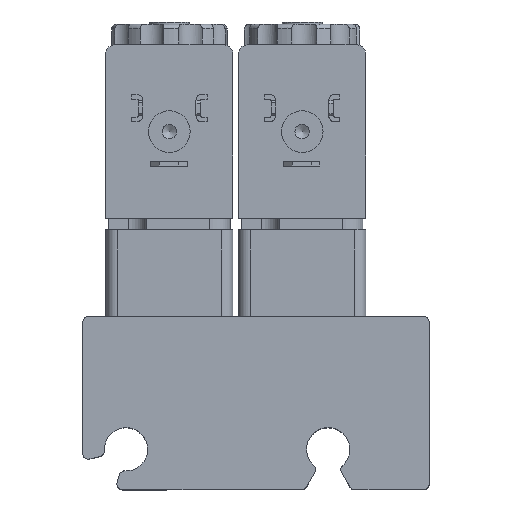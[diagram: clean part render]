
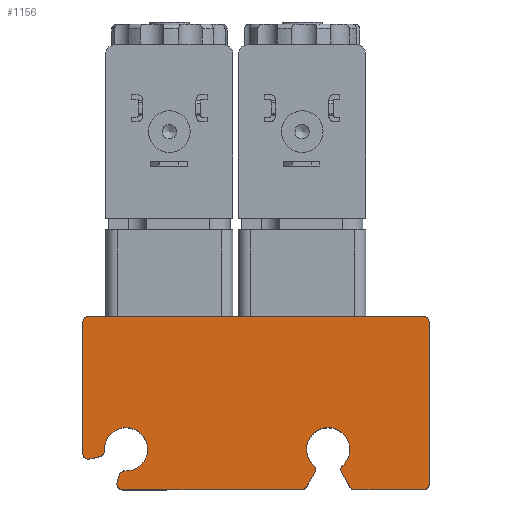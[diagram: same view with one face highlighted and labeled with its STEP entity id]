
A CAD part, top view. The second image highlights one B-rep face of the part: STEP entity #1156.
In plain terms, the highlighted planar face has unit normal (0, 0, 1).
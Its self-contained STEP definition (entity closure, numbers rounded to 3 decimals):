
#810=CARTESIAN_POINT('',(27.892,-11.44,24.));
#811=VERTEX_POINT('',#810);
#820=CARTESIAN_POINT('',(22.859,-11.44,24.));
#821=VERTEX_POINT('',#820);
#822=CARTESIAN_POINT('',(25.376,-8.66,24.));
#823=DIRECTION('',(0.0,0.0,1.0));
#824=DIRECTION('',(-0.5,0.866,0.0));
#825=AXIS2_PLACEMENT_3D('',#822,#823,#824);
#826=CIRCLE('',#825,3.75);
#827=EDGE_CURVE('',#811,#821,#826,.T.);
#854=CARTESIAN_POINT('',(27.697,-12.681,24.));
#855=VERTEX_POINT('',#854);
#862=CARTESIAN_POINT('',(28.563,-12.181,24.));
#863=DIRECTION('',(0.0,0.0,-1.0));
#864=DIRECTION('',(-0.988,0.155,0.0));
#865=AXIS2_PLACEMENT_3D('',#862,#863,#864);
#866=CIRCLE('',#865,1.0);
#867=EDGE_CURVE('',#855,#811,#866,.T.);
#894=CARTESIAN_POINT('',(29.128,-15.16,24.));
#895=VERTEX_POINT('',#894);
#902=CARTESIAN_POINT('',(29.128,-15.16,24.));
#903=DIRECTION('',(-0.5,0.866,0.0));
#904=VECTOR('',#903,2.862);
#905=LINE('',#902,#904);
#906=EDGE_CURVE('',#895,#855,#905,.T.);
#918=CARTESIAN_POINT('',(-10.197,-15.66,24.));
#919=VERTEX_POINT('',#918);
#934=CARTESIAN_POINT('',(20.757,-15.66,24.));
#935=VERTEX_POINT('',#934);
#942=CARTESIAN_POINT('',(20.757,-15.66,24.));
#943=DIRECTION('',(-1.0,0.0,0.0));
#944=VECTOR('',#943,30.954);
#945=LINE('',#942,#944);
#946=EDGE_CURVE('',#935,#919,#945,.T.);
#967=CARTESIAN_POINT('',(-9.811,-12.405,24.));
#968=VERTEX_POINT('',#967);
#977=CARTESIAN_POINT('',(-13.37,-8.846,24.));
#978=VERTEX_POINT('',#977);
#979=CARTESIAN_POINT('',(-9.624,-8.66,24.));
#980=DIRECTION('',(0.0,0.0,1.0));
#981=DIRECTION('',(0.259,0.966,0.0));
#982=AXIS2_PLACEMENT_3D('',#979,#980,#981);
#983=CIRCLE('',#982,3.75);
#984=EDGE_CURVE('',#968,#978,#983,.T.);
#1004=CARTESIAN_POINT('',(12.516,-1.735,24.));
#1005=DIRECTION('',(0.0,0.0,1.0));
#1006=DIRECTION('',(1.0,0.0,0.0));
#1007=AXIS2_PLACEMENT_3D('',#1004,#1005,#1006);
#1008=PLANE('',#1007);
#1009=CARTESIAN_POINT('',(-16.124,14.34,24.));
#1010=VERTEX_POINT('',#1009);
#1011=CARTESIAN_POINT('',(41.876,14.34,24.));
#1012=VERTEX_POINT('',#1011);
#1013=CARTESIAN_POINT('',(-16.124,14.34,24.));
#1014=DIRECTION('',(1.0,0.0,0.0));
#1015=VECTOR('',#1014,58.);
#1016=LINE('',#1013,#1015);
#1017=EDGE_CURVE('',#1010,#1012,#1016,.T.);
#1018=ORIENTED_EDGE('',*,*,#1017,.F.);
#1019=CARTESIAN_POINT('',(-17.124,13.34,24.));
#1020=VERTEX_POINT('',#1019);
#1021=CARTESIAN_POINT('',(-16.124,13.34,24.));
#1022=DIRECTION('',(0.0,0.0,-1.0));
#1023=DIRECTION('',(-0.707,0.707,0.0));
#1024=AXIS2_PLACEMENT_3D('',#1021,#1022,#1023);
#1025=CIRCLE('',#1024,1.0);
#1026=EDGE_CURVE('',#1020,#1010,#1025,.T.);
#1027=ORIENTED_EDGE('',*,*,#1026,.F.);
#1028=CARTESIAN_POINT('',(-17.124,-9.366,24.));
#1029=VERTEX_POINT('',#1028);
#1030=CARTESIAN_POINT('',(-17.124,-9.366,24.));
#1031=DIRECTION('',(0.0,1.0,0.0));
#1032=VECTOR('',#1031,22.706);
#1033=LINE('',#1030,#1032);
#1034=EDGE_CURVE('',#1029,#1020,#1033,.T.);
#1035=ORIENTED_EDGE('',*,*,#1034,.F.);
#1036=CARTESIAN_POINT('',(-15.866,-10.332,24.));
#1037=VERTEX_POINT('',#1036);
#1038=CARTESIAN_POINT('',(-16.124,-9.366,24.));
#1039=DIRECTION('',(0.0,0.0,-1.0));
#1040=DIRECTION('',(-0.609,-0.793,0.0));
#1041=AXIS2_PLACEMENT_3D('',#1038,#1039,#1040);
#1042=CIRCLE('',#1041,1.0);
#1043=EDGE_CURVE('',#1037,#1029,#1042,.T.);
#1044=ORIENTED_EDGE('',*,*,#1043,.F.);
#1045=CARTESIAN_POINT('',(-14.11,-9.862,24.));
#1046=VERTEX_POINT('',#1045);
#1047=CARTESIAN_POINT('',(-14.11,-9.862,24.));
#1048=DIRECTION('',(-0.966,-0.259,0.0));
#1049=VECTOR('',#1048,1.818);
#1050=LINE('',#1047,#1049);
#1051=EDGE_CURVE('',#1046,#1037,#1050,.T.);
#1052=ORIENTED_EDGE('',*,*,#1051,.F.);
#1053=CARTESIAN_POINT('',(-14.368,-8.896,24.));
#1054=DIRECTION('',(0.0,0.0,-1.0));
#1055=DIRECTION('',(0.808,-0.589,0.0));
#1056=AXIS2_PLACEMENT_3D('',#1053,#1054,#1055);
#1057=CIRCLE('',#1056,1.0);
#1058=EDGE_CURVE('',#978,#1046,#1057,.T.);
#1059=ORIENTED_EDGE('',*,*,#1058,.F.);
#1060=ORIENTED_EDGE('',*,*,#984,.F.);
#1061=CARTESIAN_POINT('',(-10.826,-13.145,24.));
#1062=VERTEX_POINT('',#1061);
#1063=CARTESIAN_POINT('',(-9.86,-13.404,24.));
#1064=DIRECTION('',(0.0,0.0,-1.0));
#1065=DIRECTION('',(-0.589,0.808,0.0));
#1066=AXIS2_PLACEMENT_3D('',#1063,#1064,#1065);
#1067=CIRCLE('',#1066,1.0);
#1068=EDGE_CURVE('',#1062,#968,#1067,.T.);
#1069=ORIENTED_EDGE('',*,*,#1068,.F.);
#1070=CARTESIAN_POINT('',(-11.163,-14.401,24.));
#1071=VERTEX_POINT('',#1070);
#1072=CARTESIAN_POINT('',(-11.163,-14.401,24.));
#1073=DIRECTION('',(0.259,0.966,0.0));
#1074=VECTOR('',#1073,1.3);
#1075=LINE('',#1072,#1074);
#1076=EDGE_CURVE('',#1071,#1062,#1075,.T.);
#1077=ORIENTED_EDGE('',*,*,#1076,.F.);
#1078=CARTESIAN_POINT('',(-10.197,-14.66,24.));
#1079=DIRECTION('',(0.0,0.0,-1.0));
#1080=DIRECTION('',(-0.793,-0.609,0.0));
#1081=AXIS2_PLACEMENT_3D('',#1078,#1079,#1080);
#1082=CIRCLE('',#1081,1.0);
#1083=EDGE_CURVE('',#919,#1071,#1082,.T.);
#1084=ORIENTED_EDGE('',*,*,#1083,.F.);
#1085=ORIENTED_EDGE('',*,*,#946,.F.);
#1086=CARTESIAN_POINT('',(21.623,-15.16,24.));
#1087=VERTEX_POINT('',#1086);
#1088=CARTESIAN_POINT('',(20.757,-14.66,24.));
#1089=DIRECTION('',(0.0,0.0,-1.0));
#1090=DIRECTION('',(0.5,-0.866,0.0));
#1091=AXIS2_PLACEMENT_3D('',#1088,#1089,#1090);
#1092=CIRCLE('',#1091,1.0);
#1093=EDGE_CURVE('',#1087,#935,#1092,.T.);
#1094=ORIENTED_EDGE('',*,*,#1093,.F.);
#1095=CARTESIAN_POINT('',(23.054,-12.681,24.));
#1096=VERTEX_POINT('',#1095);
#1097=CARTESIAN_POINT('',(23.054,-12.681,24.));
#1098=DIRECTION('',(-0.5,-0.866,0.0));
#1099=VECTOR('',#1098,2.862);
#1100=LINE('',#1097,#1099);
#1101=EDGE_CURVE('',#1096,#1087,#1100,.T.);
#1102=ORIENTED_EDGE('',*,*,#1101,.F.);
#1103=CARTESIAN_POINT('',(22.188,-12.181,24.));
#1104=DIRECTION('',(0.0,0.0,-1.0));
#1105=DIRECTION('',(0.988,0.155,0.0));
#1106=AXIS2_PLACEMENT_3D('',#1103,#1104,#1105);
#1107=CIRCLE('',#1106,1.0);
#1108=EDGE_CURVE('',#821,#1096,#1107,.T.);
#1109=ORIENTED_EDGE('',*,*,#1108,.F.);
#1110=ORIENTED_EDGE('',*,*,#827,.F.);
#1111=ORIENTED_EDGE('',*,*,#867,.F.);
#1112=ORIENTED_EDGE('',*,*,#906,.F.);
#1113=CARTESIAN_POINT('',(29.994,-15.66,24.));
#1114=VERTEX_POINT('',#1113);
#1115=CARTESIAN_POINT('',(29.994,-14.66,24.));
#1116=DIRECTION('',(0.0,0.0,-1.0));
#1117=DIRECTION('',(-0.5,-0.866,0.0));
#1118=AXIS2_PLACEMENT_3D('',#1115,#1116,#1117);
#1119=CIRCLE('',#1118,1.0);
#1120=EDGE_CURVE('',#1114,#895,#1119,.T.);
#1121=ORIENTED_EDGE('',*,*,#1120,.F.);
#1122=CARTESIAN_POINT('',(41.876,-15.66,24.));
#1123=VERTEX_POINT('',#1122);
#1124=CARTESIAN_POINT('',(41.876,-15.66,24.));
#1125=DIRECTION('',(-1.0,0.0,0.0));
#1126=VECTOR('',#1125,11.881);
#1127=LINE('',#1124,#1126);
#1128=EDGE_CURVE('',#1123,#1114,#1127,.T.);
#1129=ORIENTED_EDGE('',*,*,#1128,.F.);
#1130=CARTESIAN_POINT('',(42.876,-14.66,24.));
#1131=VERTEX_POINT('',#1130);
#1132=CARTESIAN_POINT('',(41.876,-14.66,24.));
#1133=DIRECTION('',(0.0,0.0,-1.0));
#1134=DIRECTION('',(0.707,-0.707,0.0));
#1135=AXIS2_PLACEMENT_3D('',#1132,#1133,#1134);
#1136=CIRCLE('',#1135,1.0);
#1137=EDGE_CURVE('',#1131,#1123,#1136,.T.);
#1138=ORIENTED_EDGE('',*,*,#1137,.F.);
#1139=CARTESIAN_POINT('',(42.876,13.34,24.));
#1140=VERTEX_POINT('',#1139);
#1141=CARTESIAN_POINT('',(42.876,13.34,24.));
#1142=DIRECTION('',(0.0,-1.0,0.0));
#1143=VECTOR('',#1142,28.0);
#1144=LINE('',#1141,#1143);
#1145=EDGE_CURVE('',#1140,#1131,#1144,.T.);
#1146=ORIENTED_EDGE('',*,*,#1145,.F.);
#1147=CARTESIAN_POINT('',(41.876,13.34,24.));
#1148=DIRECTION('',(0.0,0.0,-1.0));
#1149=DIRECTION('',(0.707,0.707,0.0));
#1150=AXIS2_PLACEMENT_3D('',#1147,#1148,#1149);
#1151=CIRCLE('',#1150,1.0);
#1152=EDGE_CURVE('',#1012,#1140,#1151,.T.);
#1153=ORIENTED_EDGE('',*,*,#1152,.F.);
#1154=EDGE_LOOP('',(#1018,#1027,#1035,#1044,#1052,#1059,#1060,#1069,#1077,#1084,#1085,#1094,#1102,#1109,#1110,#1111,#1112,#1121,#1129,#1138,#1146,#1153));
#1155=FACE_OUTER_BOUND('',#1154,.T.);
#1156=ADVANCED_FACE('',(#1155),#1008,.T.);
